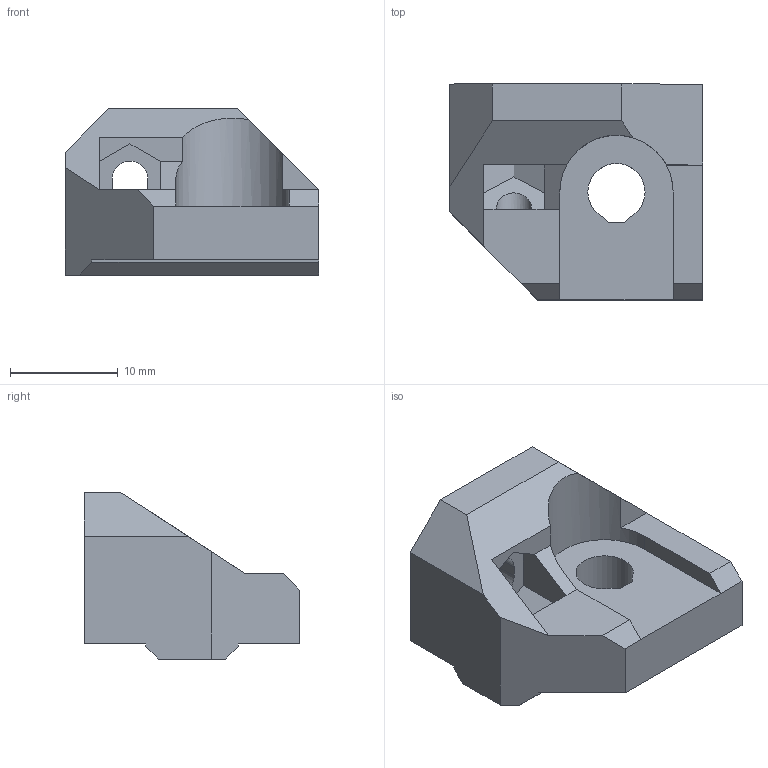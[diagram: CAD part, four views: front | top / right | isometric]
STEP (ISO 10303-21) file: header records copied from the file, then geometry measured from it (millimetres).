
FILE_DESCRIPTION(/* description */ (''),/* implementation_level */ '2;1');
FILE_NAME(/* name */ 'psu_lower_mount.step',/* time_stamp */ '2017-12-20T20:57:01+01:00',/* author */ ('gregsaun'),/* organization */ (''),/* preprocessor_version */ 'ST-DEVELOPER v16.13',/* originating_system */ 'Autodesk Translation Framework v6.5.0.72',/* authorisation */ '');
FILE_SCHEMA (('AUTOMOTIVE_DESIGN { 1 0 10303 214 3 1 1 }'));
Length unit declared in the file: millimetre
Products named in the file (1): psu_lower_mount
Bounding box: 23.5 x 20 x 15.4 mm (x, y, z)
Volume: 3487 mm3; surface area: 2032.6 mm2
Topology: 1 solids, 1 shells, 46 faces, 124 edges, 80 vertices
Faces by surface type: plane 41, cylinder 5
Entity records: 1465 total; most frequent: CARTESIAN_POINT 251, ORIENTED_EDGE 248, DIRECTION 231, EDGE_CURVE 124, LINE 111, VECTOR 111, VERTEX_POINT 80, AXIS2_PLACEMENT_3D 60
